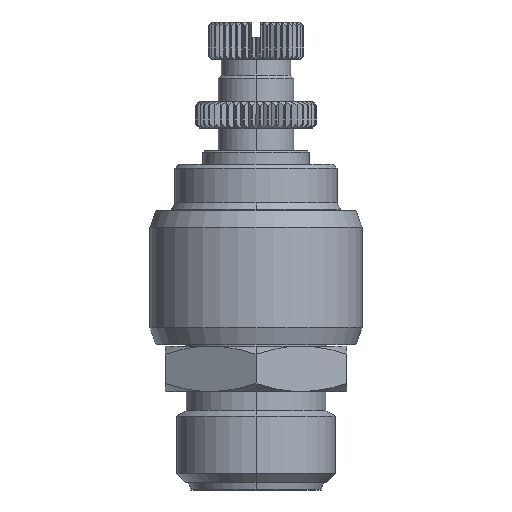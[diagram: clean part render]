
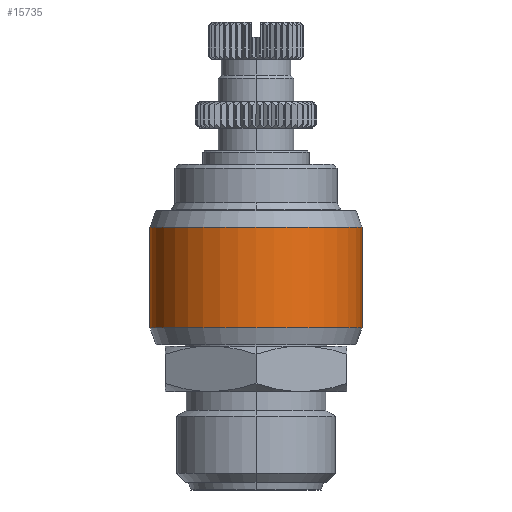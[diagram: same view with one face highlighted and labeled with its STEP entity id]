
A CAD part, left-side view. The second image highlights one B-rep face of the part: STEP entity #15735.
In plain terms, the highlighted cylindrical face has radius 14 mm (diameter 28 mm), a partial arc.
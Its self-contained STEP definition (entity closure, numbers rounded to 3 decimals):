
#703 = CARTESIAN_POINT ( 'NONE',  ( 14., 0., -1.65 ) ) ;
#3469 = ORIENTED_EDGE ( 'NONE', *, *, #10108, .T. ) ;
#3764 = ORIENTED_EDGE ( 'NONE', *, *, #6806, .T. ) ;
#4529 = AXIS2_PLACEMENT_3D ( 'NONE', #703, #25346, #16605 ) ;
#5820 = ORIENTED_EDGE ( 'NONE', *, *, #15639, .F. ) ;
#6806 = EDGE_CURVE ( 'NONE', #14238, #9481, #14585, .T. ) ;
#7183 = CARTESIAN_POINT ( 'NONE',  ( 14., 14., -1.65 ) ) ;
#7492 = VECTOR ( 'NONE', #27425, 1000. ) ;
#7873 = CARTESIAN_POINT ( 'NONE',  ( 14., 14., -8.302 ) ) ;
#7997 = VECTOR ( 'NONE', #22725, 1000. ) ;
#9401 = VERTEX_POINT ( 'NONE', #25768 ) ;
#9481 = VERTEX_POINT ( 'NONE', #17407 ) ;
#10108 = EDGE_CURVE ( 'NONE', #9481, #23358, #23446, .T. ) ;
#11871 = FACE_OUTER_BOUND ( 'NONE', #24663, .T. ) ;
#12544 = AXIS2_PLACEMENT_3D ( 'NONE', #28949, #24399, #19570 ) ;
#13304 = EDGE_CURVE ( 'NONE', #9401, #14238, #20786, .T. ) ;
#14151 = AXIS2_PLACEMENT_3D ( 'NONE', #24894, #17744, #22293 ) ;
#14238 = VERTEX_POINT ( 'NONE', #7873 ) ;
#14585 = LINE ( 'NONE', #7183, #7492 ) ;
#15639 = EDGE_CURVE ( 'NONE', #9401, #23358, #19960, .T. ) ;
#15735 = ADVANCED_FACE ( 'NONE', ( #11871 ), #22750, .T. ) ;
#16045 = CARTESIAN_POINT ( 'NONE',  ( 14., -14., -1.65 ) ) ;
#16605 = DIRECTION ( 'NONE',  ( 0., -1., 0. ) ) ;
#17407 = CARTESIAN_POINT ( 'NONE',  ( 14., 14., 5.002 ) ) ;
#17744 = DIRECTION ( 'NONE',  ( 0., 0., 1. ) ) ;
#19570 = DIRECTION ( 'NONE',  ( 0., -1., 0. ) ) ;
#19960 = LINE ( 'NONE', #16045, #7997 ) ;
#20786 = CIRCLE ( 'NONE', #14151, 14. ) ;
#22293 = DIRECTION ( 'NONE',  ( 0., -1., 0. ) ) ;
#22725 = DIRECTION ( 'NONE',  ( 0., 0., 1. ) ) ;
#22750 = CYLINDRICAL_SURFACE ( 'NONE', #4529, 14. ) ;
#23358 = VERTEX_POINT ( 'NONE', #28325 ) ;
#23446 = CIRCLE ( 'NONE', #12544, 14. ) ;
#24116 = ORIENTED_EDGE ( 'NONE', *, *, #13304, .T. ) ;
#24399 = DIRECTION ( 'NONE',  ( 0., 0., -1. ) ) ;
#24663 = EDGE_LOOP ( 'NONE', ( #24116, #3764, #3469, #5820 ) ) ;
#24894 = CARTESIAN_POINT ( 'NONE',  ( 14., 0., -8.302 ) ) ;
#25346 = DIRECTION ( 'NONE',  ( 0., 0., 1. ) ) ;
#25768 = CARTESIAN_POINT ( 'NONE',  ( 14., -14., -8.302 ) ) ;
#27425 = DIRECTION ( 'NONE',  ( 0., 0., 1. ) ) ;
#28325 = CARTESIAN_POINT ( 'NONE',  ( 14., -14., 5.002 ) ) ;
#28949 = CARTESIAN_POINT ( 'NONE',  ( 14., 0., 5.002 ) ) ;
